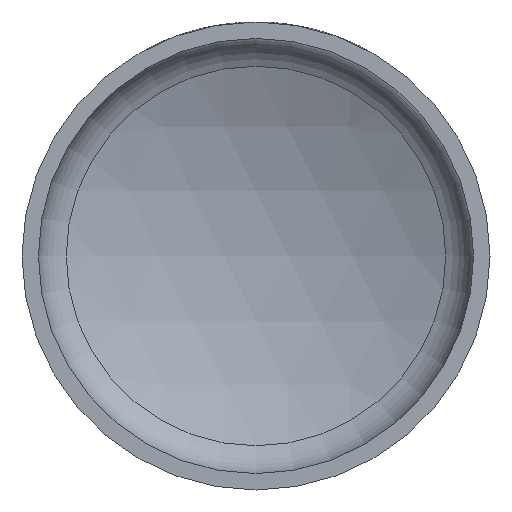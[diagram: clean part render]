
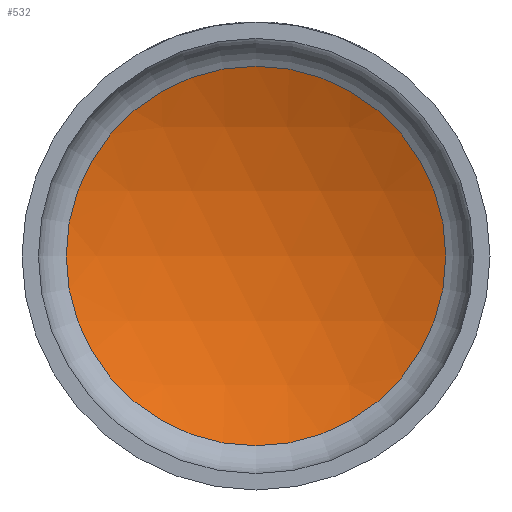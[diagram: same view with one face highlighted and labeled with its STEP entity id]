
A CAD part, front view. The second image highlights one B-rep face of the part: STEP entity #532.
In plain terms, the highlighted spherical face has radius 114.3 mm.
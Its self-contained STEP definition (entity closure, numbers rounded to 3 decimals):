
#532 = ADVANCED_FACE ( 'NONE', ( #12686 ), #1921, .F. ) ;
#692 = EDGE_CURVE ( 'NONE', #12027, #12027, #10432, .T. ) ;
#1921 = SPHERICAL_SURFACE ( 'NONE', #8970, 114.3 ) ;
#2141 = DIRECTION ( 'NONE',  ( 1., 0., 0. ) ) ;
#2213 = DIRECTION ( 'NONE',  ( 0., -1., 0. ) ) ;
#4724 = EDGE_LOOP ( 'NONE', ( #13805 ) ) ;
#5579 = AXIS2_PLACEMENT_3D ( 'NONE', #11858, #2213, #15244 ) ;
#6332 = CARTESIAN_POINT ( 'NONE',  ( 0., 30.448, -46.356 ) ) ;
#8184 = DIRECTION ( 'NONE',  ( 0., 0., 1. ) ) ;
#8970 = AXIS2_PLACEMENT_3D ( 'NONE', #9320, #8184, #2141 ) ;
#9320 = CARTESIAN_POINT ( 'NONE',  ( 0., -74.03, 0. ) ) ;
#10432 = CIRCLE ( 'NONE', #5579, 46.356 ) ;
#11858 = CARTESIAN_POINT ( 'NONE',  ( 0., 30.448, 0. ) ) ;
#12027 = VERTEX_POINT ( 'NONE', #6332 ) ;
#12686 = FACE_OUTER_BOUND ( 'NONE', #4724, .T. ) ;
#13805 = ORIENTED_EDGE ( 'NONE', *, *, #692, .T. ) ;
#15244 = DIRECTION ( 'NONE',  ( 0., 0., -1. ) ) ;
